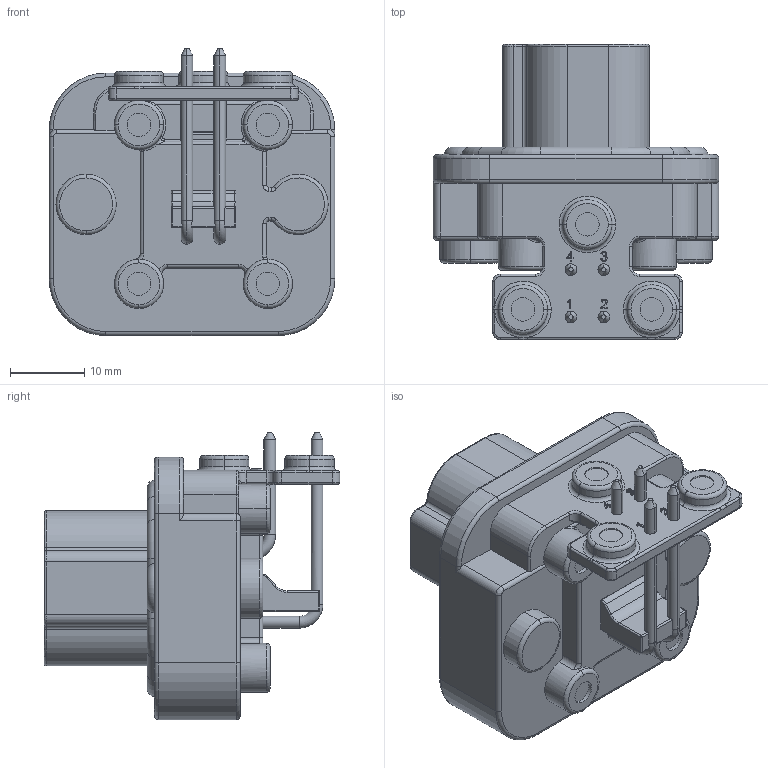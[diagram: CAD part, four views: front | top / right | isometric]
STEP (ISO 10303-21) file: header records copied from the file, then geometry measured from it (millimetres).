
FILE_DESCRIPTION((''),'2;1');
FILE_NAME('C-AT13-4P-BM03_3D','2018-08-07T',('Jony.xie'),(''),'PRO/ENGINEER BY PARAMETRIC TECHNOLOGY CORPORATION, 2013230','PRO/ENGINEER BY PARAMETRIC TECHNOLOGY CORPORATION, 2013230','');
FILE_SCHEMA(('CONFIG_CONTROL_DESIGN'));
Length unit declared in the file: millimetre
Products named in the file (1): C-AT13-4P-BM03_3D
Bounding box: 38.35 x 39.68 x 38.57 mm (x, y, z)
Volume: 17012.2 mm3; surface area: 8607 mm2
Topology: 1 solids, 4 shells, 699 faces, 1828 edges, 1155 vertices
Faces by surface type: cylinder 232, plane 205, torus 113, extrusion 98, bspline 24, sphere 15, cone 12
Entity records: 23375 total; most frequent: CARTESIAN_POINT 6387, ORIENTED_EDGE 3626, DIRECTION 3414, EDGE_CURVE 1813, AXIS2_PLACEMENT_3D 1259, VERTEX_POINT 1155, VECTOR 896, LINE 798
